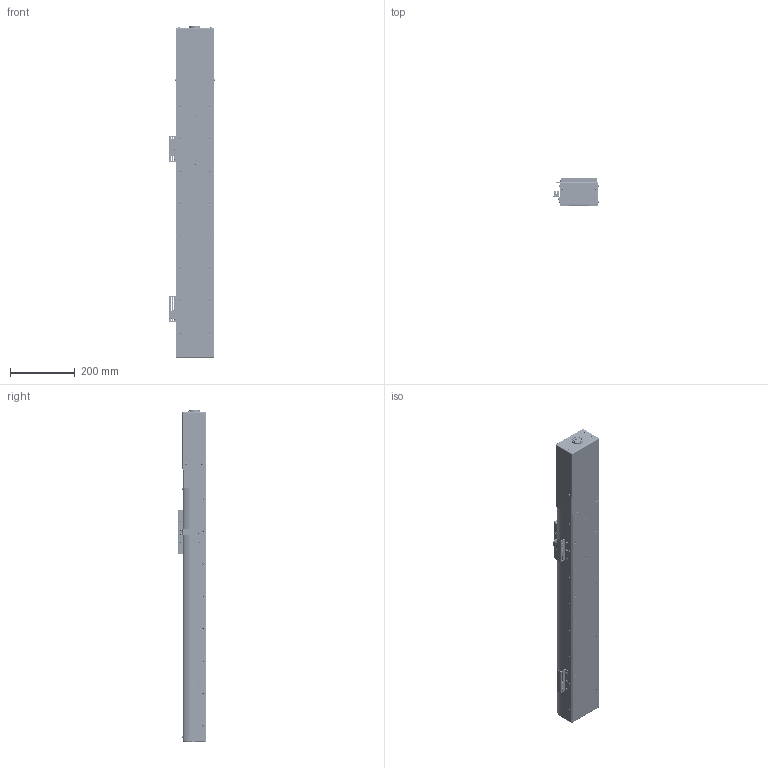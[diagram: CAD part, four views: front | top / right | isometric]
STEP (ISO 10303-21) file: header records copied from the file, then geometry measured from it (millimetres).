
FILE_DESCRIPTION (( 'STEP AP203' ), '1' );
FILE_NAME ('HC120-XXX-S-500-XX-SL-OF.STEP', '2020-08-04T04:50:38', ( '彌營遵' ), ( '' ), 'SwSTEP 2.0', 'SolidWorks 2013', '' );
FILE_SCHEMA (( 'CONFIG_CONTROL_DESIGN' ));
Length unit declared in the file: millimetre
Products named in the file (45): socket head cap screw_ks_KS 1003 - M4 x 10 x 10-N; MOTORCASECOVER-ST500; socket countersunk head screw_am_B18.3.5M - 3 x 0.5 x 10 Socket FCHS  -- 10C; SHAFT-ST500; HRballscrew-ST500; socket head cap screw_ks_KS 1003 - M6 x 10 x 10-N; MOTORCASE-ST500; socket button head cap screw_am_B18.3.4M - 3 x 0.5 x 8 SBHCS --N; HC CARRIER COVER-ST500; HRbearing cap-ST500; MASensor Brk-ST500_ル遽; SUPPOERTBLOCK-ST500; socket countersunk head screw_am_B18.3.5M - 3 x 0.5 x 6 Socket FCHS  -- 6C; HR15 block-ST500_ル遽; STEEL BELT-ST500; EE-SX-674(奢辨 撫憮)-ST500_ル遽; 醴喀攪-ST500; socket button head cap screw_am_B18.3.4M - 3 x 0.5 x 5 SBHCS --N; HRballnut-ST500; STEEL BELT FIX-ST500; BASE-ST500; socket head cap screw_ks_KS 1003 - M3 x 5 x 5-N; BEARING唯衛璽-ST500; spring lock washer_ks_KS 1324 - M3; HC SENSOR DOG-ST500; SUPPOERT BLOCK-ST500; HR15 rail-ST500_ル遽; HC120 SENSOR_1; 霜溺-ST500; CARRIER-ST500; HB60 DAMPER-ST500; SIDE COVER2-ST500; BEARING HOUSING(堅薑)-ST500; HC120 SENSOR_2; pan cross head_ks_KS 1023 PC- M3 x 5-N; ENDCOVER(M)-ST500; STEEL BELT TENSION BRK-ST500; SIDE COVER-ST500; BEARING HOUSING(雖雖)-ST500; HC120-XXX-S-500-XX-SL-OF ...
Assembly tree (118 placements, depth 3):
  HC120-XXX-S-500-XX-SL-OF
    BASE-ST500
    HR15 rail-ST500_ル遽  x2
    BEARING HOUSING(堅薑)-ST500
    BEARING HOUSING(雖雖)-ST500
    END COVER-ST500
    HRballscrew-ST500
    HRbearing cap-ST500
    STEEL BELT-ST500
    STEEL BELT FIX-ST500  x2
    SUPPOERT BLOCK-ST500  x2
    SIDE COVER2-ST500
    SIDE COVER-ST500
    CARRIER-ST500
      HC CARRIER-ST500
      SHAFT-ST500  x12
      HC CARRIER COVER-ST500
      HR15 block-ST500_ル遽  x4
      HRballnut-ST500
      HC SENSOR DOG-ST500
      HB60 DAMPER-ST500  x4
      STEEL BELT TENSION BRK-ST500  x2
      STEEL BELT TENSION PLATE-ST500  x2
      socket countersunk head screw_am_B18.3.5M - 3 x 0.5 x 10 Socket FCHS  -- 10C  x8
      socket button head cap screw_am_B18.3.4M - 3 x 0.5 x 8 SBHCS --N  x4
      socket countersunk head screw_am_B18.3.5M - 3 x 0.5 x 6 Socket FCHS  -- 6C  x4
      socket button head cap screw_am_B18.3.4M - 3 x 0.5 x 5 SBHCS --N  x2
      spring lock washer_ks_KS 1324 - M3  x2
    霜溺-ST500
      ENDCOVER(M)-ST500
      hgkr23_-ST500
      MOTORCASECOVER-ST500
      MOTORCASE-ST500
      SUPPOERTBLOCK-ST500  x2
      醴喀攪-ST500
      BEARING唯衛璽-ST500
    pan cross head_ks_KS 1023 PC- M3 x 5-N  x12
    countersunk flat cross head screw_ks_KS 1023 FC- M3 x 5-N  x4
    socket head cap screw_ks_KS 1003 - M4 x 10 x 10-N  x2
    socket head cap screw_ks_KS 1003 - M6 x 10 x 10-N  x2
    HC120 SENSOR_1
      MASensor Brk-ST500_ル遽
      EE-SX-674(奢辨 撫憮)-ST500_ル遽  x2
      socket head cap screw_ks_KS 1003 - M3 x 5 x 5-N  x7
      spring lock washer_ks_KS 1324 - M3  x3
    HC120 SENSOR_2
      MASensor Brk-ST500_ル遽
      EE-SX-674(奢辨 撫憮)-ST500_ル遽
      socket head cap screw_ks_KS 1003 - M3 x 5 x 5-N  x5
      spring lock washer_ks_KS 1324 - M3  x3
Bounding box: 142.15 x 86.5 x 1024.5 mm (x, y, z)
Volume: 3562651.2 mm3; surface area: 1373332.2 mm2
Topology: 114 solids, 114 shells, 4535 faces, 11391 edges, 6972 vertices
Faces by surface type: plane 2113, cylinder 1450, cone 736, torus 192, sphere 38, bspline 6
Entity records: 112125 total; most frequent: CARTESIAN_POINT 45522, DIRECTION 13064, ORIENTED_EDGE 12000, EDGE_CURVE 6000, AXIS2_PLACEMENT_3D 4814, VERTEX_POINT 3849, VECTOR 3436, LINE 3436
